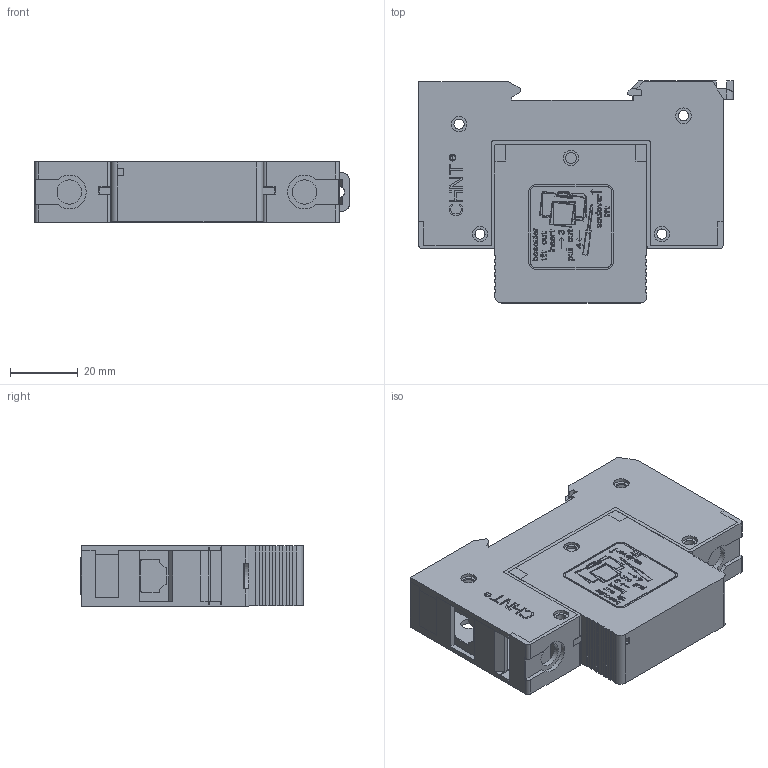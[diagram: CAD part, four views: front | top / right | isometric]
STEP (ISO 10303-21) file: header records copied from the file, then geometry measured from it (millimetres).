
FILE_DESCRIPTION((''),'2;1');
FILE_NAME('6-299-041_36_ASM','2017-04-08T',('pb'),(''),'PRO/ENGINEER BY PARAMETRIC TECHNOLOGY CORPORATION, 2010280','PRO/ENGINEER BY PARAMETRIC TECHNOLOGY CORPORATION, 2010280','');
FILE_SCHEMA(('CONFIG_CONTROL_DESIGN'));
Products named in the file (10): 8-005-220; 8-005-219; 8-315-395; 5-573-092_18_ASM; 8-022-190; 8-322-050; 8-315-396; 5-022-134_18_ASM; 8-271-232; 6-299-041_36_ASM
Assembly tree (9 placements, depth 3):
  6-299-041_36_ASM
    5-573-092_18_ASM
      8-005-220
      8-005-219
      8-315-395
    5-022-134_18_ASM
      8-022-190
      8-322-050
      8-315-396
    8-271-232
Bounding box: 93 x 65.7 x 18 mm (x, y, z)
Volume: 50800.8 mm3; surface area: 44919.4 mm2
Topology: 7 solids, 7 shells, 2416 faces, 6832 edges, 4539 vertices
Faces by surface type: plane 2221, cylinder 191, torus 4
Entity records: 77287 total; most frequent: CARTESIAN_POINT 13925, ORIENTED_EDGE 13664, DIRECTION 12078, EDGE_CURVE 6832, VECTOR 6430, LINE 6430, VERTEX_POINT 4539, AXIS2_PLACEMENT_3D 2824
